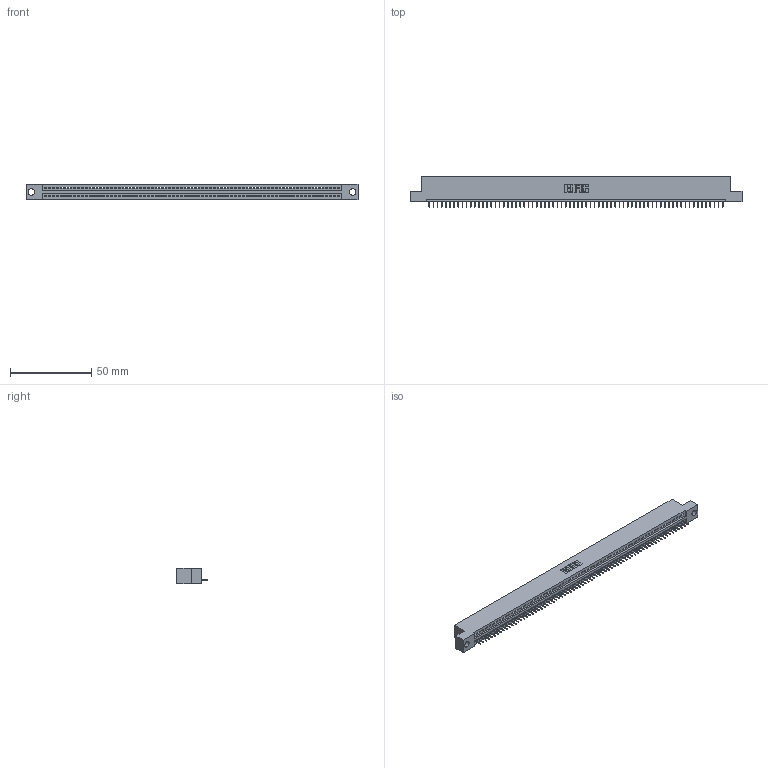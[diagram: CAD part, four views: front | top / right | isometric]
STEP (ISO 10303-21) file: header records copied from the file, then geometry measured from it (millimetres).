
FILE_DESCRIPTION (( 'STEP AP203' ), '1' );
FILE_NAME ('845-072-525-104.STEP', '2020-09-23T22:59:53', ( '' ), ( '' ), 'SwSTEP 2.0', 'SolidWorks 2020', '' );
FILE_SCHEMA (( 'CONFIG_CONTROL_DESIGN' ));
Length unit declared in the file: inch
Products named in the file (3): 845 Part_Flush Mounting Lugs - 0.156 Dia-TH; 845-072-525-104; 345-292-001_345-293-125
Assembly tree (73 placements, depth 2):
  845-072-525-104
    845 Part_Flush Mounting Lugs - 0.156 Dia-TH
    345-292-001_345-293-125  x72
Bounding box: 204.09 x 18.72 x 9.4 mm (x, y, z)
Volume: 19248.5 mm3; surface area: 24815.7 mm2
Topology: 73 solids, 73 shells, 4590 faces, 13301 edges, 8578 vertices
Faces by surface type: plane 3392, cylinder 1198
Entity records: 50227 total; most frequent: ORIENTED_EDGE 8710, CARTESIAN_POINT 8704, DIRECTION 7559, EDGE_CURVE 4355, LINE 3939, VECTOR 3939, VERTEX_POINT 2898, AXIS2_PLACEMENT_3D 1810
